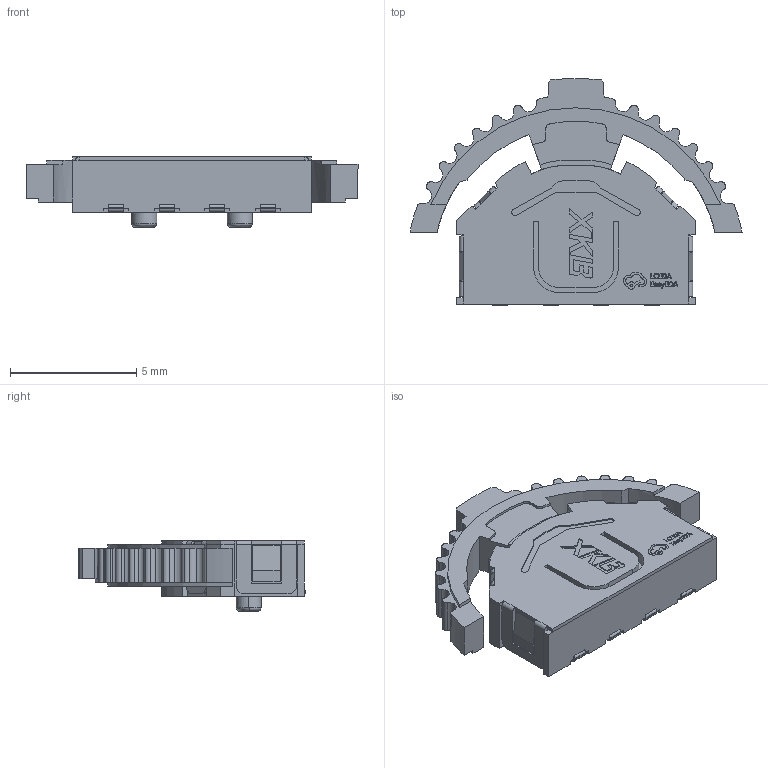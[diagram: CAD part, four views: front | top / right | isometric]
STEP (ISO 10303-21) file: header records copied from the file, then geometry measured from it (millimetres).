
FILE_DESCRIPTION (( 'STEP AP214' ), '1' );
FILE_NAME ('SW-SMD_TM-2024A.step', '2022-07-26T15:53:49', ( '' ), ( '' ), 'SwSTEP 2.0', 'SolidWorks 2020', '' );
FILE_SCHEMA (( 'AUTOMOTIVE_DESIGN' ));
Length unit declared in the file: millimetre
Products named in the file (1): SW-SMD_TM-2024A
Bounding box: 13.16 x 8.99 x 2.8 mm (x, y, z)
Volume: 131.4 mm3; surface area: 304.7 mm2
Topology: 14 solids, 14 shells, 742 faces, 2010 edges, 1328 vertices
Faces by surface type: plane 465, cylinder 161, bspline 116
Entity records: 32234 total; most frequent: CARTESIAN_POINT 6317, ORIENTED_EDGE 4020, DIRECTION 3362, EDGE_CURVE 2010, LINE 1440, VECTOR 1440, VERTEX_POINT 1328, AXIS2_PLACEMENT_3D 961
